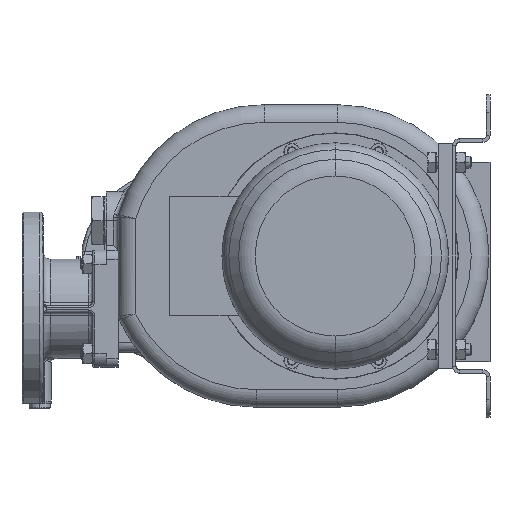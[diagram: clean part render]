
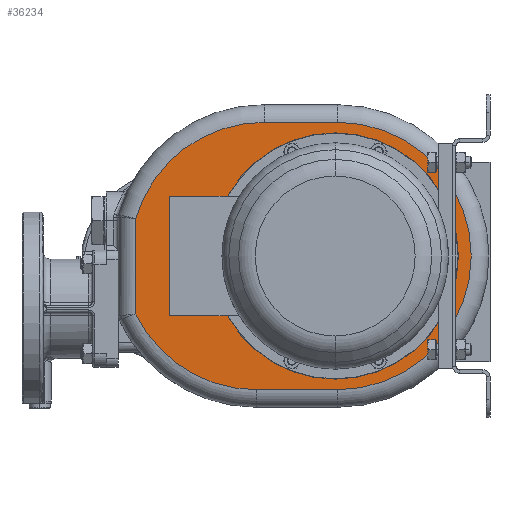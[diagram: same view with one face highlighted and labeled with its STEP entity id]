
A CAD part, left-side view. The second image highlights one B-rep face of the part: STEP entity #36234.
In plain terms, the highlighted planar face has unit normal (-1, 0, 0).
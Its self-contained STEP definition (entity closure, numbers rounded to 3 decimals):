
#1502=DIRECTION('',(0.,0.,-1.));
#1503=VECTOR('',#1502,81.441);
#1504=CARTESIAN_POINT('',(-91.,302.,32.012));
#1505=LINE('',#1504,#1503);
#1506=CARTESIAN_POINT('',(-91.,192.587,0.));
#1507=DIRECTION('',(-1.,0.,0.));
#1508=DIRECTION('',(0.,0.,1.));
#1509=AXIS2_PLACEMENT_3D('',#1506,#1507,#1508);
#1511=DIRECTION('',(0.,1.,0.));
#1512=VECTOR('',#1511,62.587);
#1513=CARTESIAN_POINT('',(-91.,130.,114.));
#1514=LINE('',#1513,#1512);
#1515=CARTESIAN_POINT('',(-91.,130.,0.));
#1516=DIRECTION('',(-1.,0.,0.));
#1517=DIRECTION('',(0.,0.,-1.));
#1518=AXIS2_PLACEMENT_3D('',#1515,#1516,#1517);
#1520=DIRECTION('',(0.,-1.,0.));
#1521=VECTOR('',#1520,69.273);
#1522=CARTESIAN_POINT('',(-91.,199.273,-114.));
#1523=LINE('',#1522,#1521);
#1524=CARTESIAN_POINT('',(-91.,199.273,0.));
#1525=DIRECTION('',(-1.,0.,0.));
#1526=DIRECTION('',(0.,0.901,-0.434));
#1527=AXIS2_PLACEMENT_3D('',#1524,#1525,#1526);
#1529=CARTESIAN_POINT('',(-91.,132.,0.));
#1530=DIRECTION('',(-1.,0.,0.));
#1531=DIRECTION('',(0.,0.,-1.));
#1532=AXIS2_PLACEMENT_3D('',#1529,#1530,#1531);
#1534=CARTESIAN_POINT('',(-91.,132.,0.));
#1535=DIRECTION('',(-1.,0.,0.));
#1536=DIRECTION('',(0.,0.,1.));
#1537=AXIS2_PLACEMENT_3D('',#1534,#1535,#1536);
#1539=CARTESIAN_POINT('',(-91.,95.071,-89.154));
#1540=DIRECTION('',(1.,0.,0.));
#1541=DIRECTION('',(0.,1.,0.));
#1542=AXIS2_PLACEMENT_3D('',#1539,#1540,#1541);
#1544=CARTESIAN_POINT('',(-91.,95.071,-89.154));
#1545=DIRECTION('',(1.,0.,0.));
#1546=DIRECTION('',(0.,-1.,0.));
#1547=AXIS2_PLACEMENT_3D('',#1544,#1545,#1546);
#1549=CARTESIAN_POINT('',(-91.,42.846,-36.929));
#1550=DIRECTION('',(1.,0.,0.));
#1551=DIRECTION('',(0.,1.,0.));
#1552=AXIS2_PLACEMENT_3D('',#1549,#1550,#1551);
#1554=CARTESIAN_POINT('',(-91.,42.846,-36.929));
#1555=DIRECTION('',(1.,0.,0.));
#1556=DIRECTION('',(0.,-1.,0.));
#1557=AXIS2_PLACEMENT_3D('',#1554,#1555,#1556);
#1559=CARTESIAN_POINT('',(-91.,42.846,36.929));
#1560=DIRECTION('',(1.,0.,0.));
#1561=DIRECTION('',(0.,1.,0.));
#1562=AXIS2_PLACEMENT_3D('',#1559,#1560,#1561);
#1564=CARTESIAN_POINT('',(-91.,42.846,36.929));
#1565=DIRECTION('',(1.,0.,0.));
#1566=DIRECTION('',(0.,-1.,0.));
#1567=AXIS2_PLACEMENT_3D('',#1564,#1565,#1566);
#1569=CARTESIAN_POINT('',(-91.,95.071,89.154));
#1570=DIRECTION('',(1.,0.,0.));
#1571=DIRECTION('',(0.,1.,0.));
#1572=AXIS2_PLACEMENT_3D('',#1569,#1570,#1571);
#1574=CARTESIAN_POINT('',(-91.,95.071,89.154));
#1575=DIRECTION('',(1.,0.,0.));
#1576=DIRECTION('',(0.,-1.,0.));
#1577=AXIS2_PLACEMENT_3D('',#1574,#1575,#1576);
#1579=CARTESIAN_POINT('',(-91.,168.929,89.154));
#1580=DIRECTION('',(1.,0.,0.));
#1581=DIRECTION('',(0.,1.,0.));
#1582=AXIS2_PLACEMENT_3D('',#1579,#1580,#1581);
#1584=CARTESIAN_POINT('',(-91.,168.929,89.154));
#1585=DIRECTION('',(1.,0.,0.));
#1586=DIRECTION('',(0.,-1.,0.));
#1587=AXIS2_PLACEMENT_3D('',#1584,#1585,#1586);
#1589=CARTESIAN_POINT('',(-91.,221.154,36.929));
#1590=DIRECTION('',(1.,0.,0.));
#1591=DIRECTION('',(0.,1.,0.));
#1592=AXIS2_PLACEMENT_3D('',#1589,#1590,#1591);
#1594=CARTESIAN_POINT('',(-91.,221.154,36.929));
#1595=DIRECTION('',(1.,0.,0.));
#1596=DIRECTION('',(0.,-1.,0.));
#1597=AXIS2_PLACEMENT_3D('',#1594,#1595,#1596);
#1599=CARTESIAN_POINT('',(-91.,221.154,-36.929));
#1600=DIRECTION('',(1.,0.,0.));
#1601=DIRECTION('',(0.,1.,0.));
#1602=AXIS2_PLACEMENT_3D('',#1599,#1600,#1601);
#1604=CARTESIAN_POINT('',(-91.,221.154,-36.929));
#1605=DIRECTION('',(1.,0.,0.));
#1606=DIRECTION('',(0.,-1.,0.));
#1607=AXIS2_PLACEMENT_3D('',#1604,#1605,#1606);
#1609=CARTESIAN_POINT('',(-91.,168.929,-89.154));
#1610=DIRECTION('',(1.,0.,0.));
#1611=DIRECTION('',(0.,1.,0.));
#1612=AXIS2_PLACEMENT_3D('',#1609,#1610,#1611);
#1614=CARTESIAN_POINT('',(-91.,168.929,-89.154));
#1615=DIRECTION('',(1.,0.,0.));
#1616=DIRECTION('',(0.,-1.,0.));
#1617=AXIS2_PLACEMENT_3D('',#1614,#1615,#1616);
#31316=CARTESIAN_POINT('',(-91.,302.,32.012));
#31317=CARTESIAN_POINT('',(-91.,302.,-49.428));
#31318=VERTEX_POINT('',#31316);
#31319=VERTEX_POINT('',#31317);
#31320=CARTESIAN_POINT('',(-91.,199.273,-114.));
#31321=VERTEX_POINT('',#31320);
#31326=CARTESIAN_POINT('',(-91.,130.,-114.));
#31327=VERTEX_POINT('',#31326);
#31330=CARTESIAN_POINT('',(-91.,130.,114.));
#31331=VERTEX_POINT('',#31330);
#31334=CARTESIAN_POINT('',(-91.,192.587,114.));
#31335=VERTEX_POINT('',#31334);
#31815=CARTESIAN_POINT('',(-91.,132.,-86.));
#31816=CARTESIAN_POINT('',(-91.,132.,86.));
#31817=VERTEX_POINT('',#31815);
#31818=VERTEX_POINT('',#31816);
#32191=CARTESIAN_POINT('',(-91.,99.571,-89.154));
#32192=CARTESIAN_POINT('',(-91.,90.571,-89.154));
#32193=VERTEX_POINT('',#32191);
#32194=VERTEX_POINT('',#32192);
#32211=CARTESIAN_POINT('',(-91.,47.346,-36.929));
#32212=CARTESIAN_POINT('',(-91.,38.346,-36.929));
#32213=VERTEX_POINT('',#32211);
#32214=VERTEX_POINT('',#32212);
#32231=CARTESIAN_POINT('',(-91.,47.346,36.929));
#32232=CARTESIAN_POINT('',(-91.,38.346,36.929));
#32233=VERTEX_POINT('',#32231);
#32234=VERTEX_POINT('',#32232);
#32251=CARTESIAN_POINT('',(-91.,99.571,89.154));
#32252=CARTESIAN_POINT('',(-91.,90.571,89.154));
#32253=VERTEX_POINT('',#32251);
#32254=VERTEX_POINT('',#32252);
#32271=CARTESIAN_POINT('',(-91.,173.429,89.154));
#32272=CARTESIAN_POINT('',(-91.,164.429,89.154));
#32273=VERTEX_POINT('',#32271);
#32274=VERTEX_POINT('',#32272);
#32291=CARTESIAN_POINT('',(-91.,225.654,36.929));
#32292=CARTESIAN_POINT('',(-91.,216.654,36.929));
#32293=VERTEX_POINT('',#32291);
#32294=VERTEX_POINT('',#32292);
#32311=CARTESIAN_POINT('',(-91.,225.654,-36.929));
#32312=CARTESIAN_POINT('',(-91.,216.654,-36.929));
#32313=VERTEX_POINT('',#32311);
#32314=VERTEX_POINT('',#32312);
#32331=CARTESIAN_POINT('',(-91.,173.429,-89.154));
#32332=CARTESIAN_POINT('',(-91.,164.429,-89.154));
#32333=VERTEX_POINT('',#32331);
#32334=VERTEX_POINT('',#32332);
#36162=CARTESIAN_POINT('',(-91.,132.,0.));
#36163=DIRECTION('',(1.,0.,0.));
#36164=DIRECTION('',(0.,0.,1.));
#36165=AXIS2_PLACEMENT_3D('',#36162,#36163,#36164);
#36166=PLANE('',#36165);
#36168=ORIENTED_EDGE('',*,*,#36167,.F.);
#36170=ORIENTED_EDGE('',*,*,#36169,.F.);
#36172=ORIENTED_EDGE('',*,*,#36171,.F.);
#36174=ORIENTED_EDGE('',*,*,#36173,.F.);
#36176=ORIENTED_EDGE('',*,*,#36175,.F.);
#36178=ORIENTED_EDGE('',*,*,#36177,.F.);
#36179=EDGE_LOOP('',(#36168,#36170,#36172,#36174,#36176,#36178));
#36180=FACE_OUTER_BOUND('',#36179,.F.);
#36182=ORIENTED_EDGE('',*,*,#36181,.T.);
#36183=ORIENTED_EDGE('',*,*,#36152,.T.);
#36184=EDGE_LOOP('',(#36182,#36183));
#36185=FACE_BOUND('',#36184,.F.);
#36187=ORIENTED_EDGE('',*,*,#36186,.F.);
#36189=ORIENTED_EDGE('',*,*,#36188,.F.);
#36190=EDGE_LOOP('',(#36187,#36189));
#36191=FACE_BOUND('',#36190,.F.);
#36193=ORIENTED_EDGE('',*,*,#36192,.F.);
#36195=ORIENTED_EDGE('',*,*,#36194,.F.);
#36196=EDGE_LOOP('',(#36193,#36195));
#36197=FACE_BOUND('',#36196,.F.);
#36199=ORIENTED_EDGE('',*,*,#36198,.F.);
#36201=ORIENTED_EDGE('',*,*,#36200,.F.);
#36202=EDGE_LOOP('',(#36199,#36201));
#36203=FACE_BOUND('',#36202,.F.);
#36205=ORIENTED_EDGE('',*,*,#36204,.F.);
#36207=ORIENTED_EDGE('',*,*,#36206,.F.);
#36208=EDGE_LOOP('',(#36205,#36207));
#36209=FACE_BOUND('',#36208,.F.);
#36211=ORIENTED_EDGE('',*,*,#36210,.F.);
#36213=ORIENTED_EDGE('',*,*,#36212,.F.);
#36214=EDGE_LOOP('',(#36211,#36213));
#36215=FACE_BOUND('',#36214,.F.);
#36217=ORIENTED_EDGE('',*,*,#36216,.F.);
#36219=ORIENTED_EDGE('',*,*,#36218,.F.);
#36220=EDGE_LOOP('',(#36217,#36219));
#36221=FACE_BOUND('',#36220,.F.);
#36223=ORIENTED_EDGE('',*,*,#36222,.F.);
#36225=ORIENTED_EDGE('',*,*,#36224,.F.);
#36226=EDGE_LOOP('',(#36223,#36225));
#36227=FACE_BOUND('',#36226,.F.);
#36229=ORIENTED_EDGE('',*,*,#36228,.F.);
#36231=ORIENTED_EDGE('',*,*,#36230,.F.);
#36232=EDGE_LOOP('',(#36229,#36231));
#36233=FACE_BOUND('',#36232,.F.);
#36234=ADVANCED_FACE('',(#36180,#36185,#36191,#36197,#36203,#36209,#36215,
#36221,#36227,#36233),#36166,.F.);
#1510=CIRCLE('',#1509,114.);
#1519=CIRCLE('',#1518,114.);
#1528=CIRCLE('',#1527,114.);
#1533=CIRCLE('',#1532,86.);
#1538=CIRCLE('',#1537,86.);
#1543=CIRCLE('',#1542,4.5);
#1548=CIRCLE('',#1547,4.5);
#1553=CIRCLE('',#1552,4.5);
#1558=CIRCLE('',#1557,4.5);
#1563=CIRCLE('',#1562,4.5);
#1568=CIRCLE('',#1567,4.5);
#1573=CIRCLE('',#1572,4.5);
#1578=CIRCLE('',#1577,4.5);
#1583=CIRCLE('',#1582,4.5);
#1588=CIRCLE('',#1587,4.5);
#1593=CIRCLE('',#1592,4.5);
#1598=CIRCLE('',#1597,4.5);
#1603=CIRCLE('',#1602,4.5);
#1608=CIRCLE('',#1607,4.5);
#1613=CIRCLE('',#1612,4.5);
#1618=CIRCLE('',#1617,4.5);
#36152=EDGE_CURVE('',#31818,#31817,#1538,.T.);
#36167=EDGE_CURVE('',#31318,#31319,#1505,.T.);
#36169=EDGE_CURVE('',#31335,#31318,#1510,.T.);
#36171=EDGE_CURVE('',#31331,#31335,#1514,.T.);
#36173=EDGE_CURVE('',#31327,#31331,#1519,.T.);
#36175=EDGE_CURVE('',#31321,#31327,#1523,.T.);
#36177=EDGE_CURVE('',#31319,#31321,#1528,.T.);
#36181=EDGE_CURVE('',#31817,#31818,#1533,.T.);
#36186=EDGE_CURVE('',#32193,#32194,#1543,.T.);
#36188=EDGE_CURVE('',#32194,#32193,#1548,.T.);
#36192=EDGE_CURVE('',#32213,#32214,#1553,.T.);
#36194=EDGE_CURVE('',#32214,#32213,#1558,.T.);
#36198=EDGE_CURVE('',#32233,#32234,#1563,.T.);
#36200=EDGE_CURVE('',#32234,#32233,#1568,.T.);
#36204=EDGE_CURVE('',#32253,#32254,#1573,.T.);
#36206=EDGE_CURVE('',#32254,#32253,#1578,.T.);
#36210=EDGE_CURVE('',#32273,#32274,#1583,.T.);
#36212=EDGE_CURVE('',#32274,#32273,#1588,.T.);
#36216=EDGE_CURVE('',#32293,#32294,#1593,.T.);
#36218=EDGE_CURVE('',#32294,#32293,#1598,.T.);
#36222=EDGE_CURVE('',#32313,#32314,#1603,.T.);
#36224=EDGE_CURVE('',#32314,#32313,#1608,.T.);
#36228=EDGE_CURVE('',#32333,#32334,#1613,.T.);
#36230=EDGE_CURVE('',#32334,#32333,#1618,.T.);
